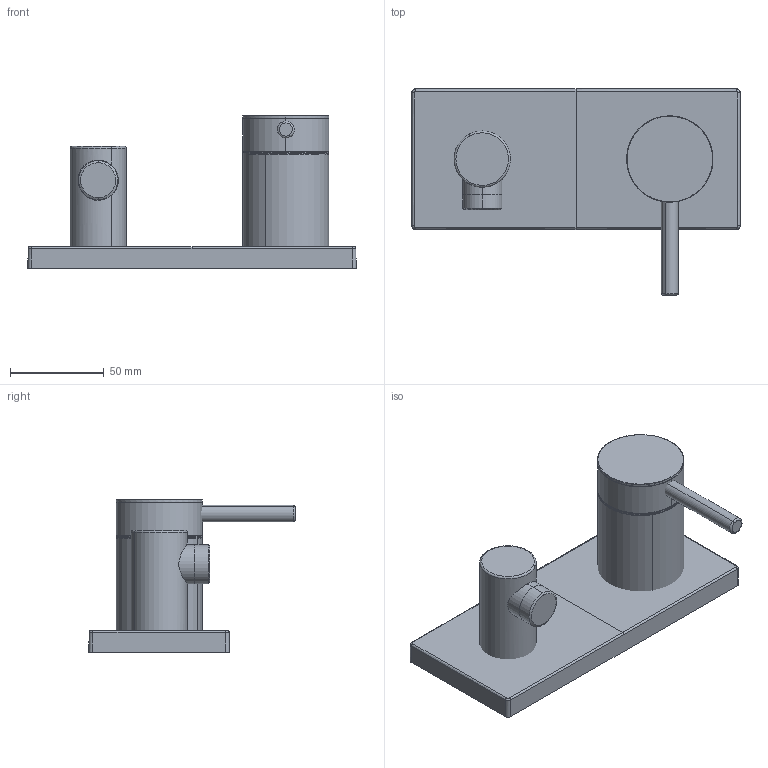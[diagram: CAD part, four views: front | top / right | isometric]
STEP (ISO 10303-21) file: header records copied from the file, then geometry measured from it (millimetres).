
FILE_DESCRIPTION (( 'STEP AP203' ), '1' );
FILE_NAME ('44509503.STEP', '2019-01-11T06:37:15', ( '' ), ( '' ), 'SwSTEP 2.0', 'SolidWorks 2016', '' );
FILE_SCHEMA (( 'CONFIG_CONTROL_DESIGN' ));
Length unit declared in the file: millimetre
Products named in the file (1): 44509503
Bounding box: 175 x 110 x 81.44 mm (x, y, z)
Volume: 342937.5 mm3; surface area: 67507.7 mm2
Topology: 8 solids, 8 shells, 94 faces, 200 edges, 124 vertices
Faces by surface type: bspline 27, cylinder 26, plane 21, cone 12, torus 8
Entity records: 4099 total; most frequent: CARTESIAN_POINT 2095, DIRECTION 401, ORIENTED_EDGE 400, EDGE_CURVE 200, AXIS2_PLACEMENT_3D 177, VERTEX_POINT 124, CIRCLE 109, EDGE_LOOP 96
